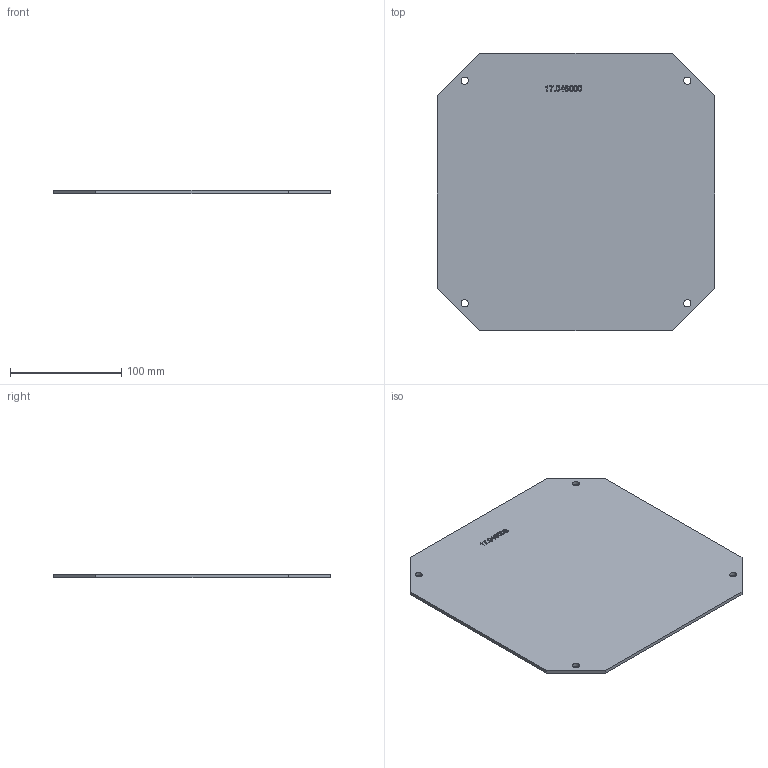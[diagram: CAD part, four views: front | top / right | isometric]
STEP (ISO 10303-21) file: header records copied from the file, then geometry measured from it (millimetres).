
FILE_DESCRIPTION (( 'STEP AP214' ), '1' );
FILE_NAME ('17046000.STEP', '2016-03-30T06:57:12', ( 'Macha' ), ( 'Hewlett-Packard Company' ), 'SwSTEP 2.0', 'SolidWorks 2015', '' );
FILE_SCHEMA (( 'AUTOMOTIVE_DESIGN' ));
Length unit declared in the file: millimetre
Products named in the file (2): 89254; 17046000
Assembly tree (1 placements, depth 2):
  17046000
    89254
Bounding box: 249 x 249 x 3 mm (x, y, z)
Volume: 176924.3 mm3; surface area: 120980.1 mm2
Topology: 1 solids, 1 shells, 122 faces, 315 edges, 210 vertices
Faces by surface type: bspline 60, plane 54, cylinder 8
Entity records: 7185 total; most frequent: CARTESIAN_POINT 4519, ORIENTED_EDGE 630, DIRECTION 343, EDGE_CURVE 315, VERTEX_POINT 210, VECTOR 179, LINE 179, EDGE_LOOP 145
